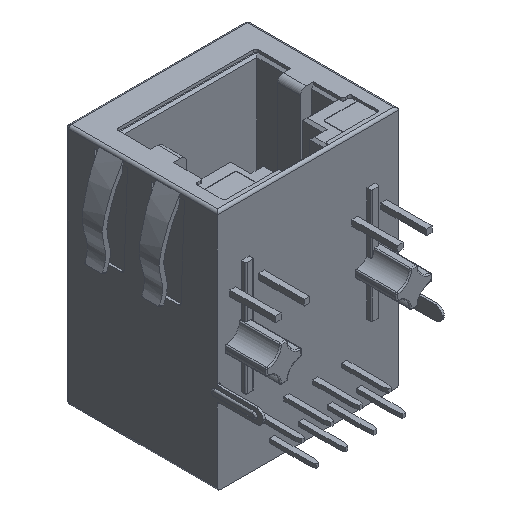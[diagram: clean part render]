
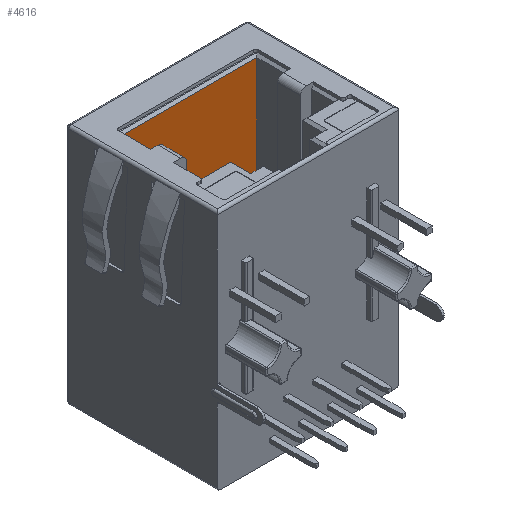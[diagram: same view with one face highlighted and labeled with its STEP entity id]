
A CAD part, isometric view. The second image highlights one B-rep face of the part: STEP entity #4616.
In plain terms, the highlighted planar face has unit normal (0, -1, 0).
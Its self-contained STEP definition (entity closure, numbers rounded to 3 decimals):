
#887 = ORIENTED_EDGE ( 'NONE', *, *, #13538, .F. ) ;
#1261 = VERTEX_POINT ( 'NONE', #12582 ) ;
#1649 = VERTEX_POINT ( 'NONE', #12119 ) ;
#1704 = CARTESIAN_POINT ( 'NONE',  ( 3.665, 14.45, -9.8 ) ) ;
#2148 = CARTESIAN_POINT ( 'NONE',  ( 15.565, 14.45, -0.45 ) ) ;
#2396 = LINE ( 'NONE', #8745, #8624 ) ;
#2853 = ORIENTED_EDGE ( 'NONE', *, *, #3312, .F. ) ;
#2904 = CARTESIAN_POINT ( 'NONE',  ( 3.665, 14.45, -0.45 ) ) ;
#3118 = DIRECTION ( 'NONE',  ( 1., 0., 0. ) ) ;
#3125 = EDGE_LOOP ( 'NONE', ( #8962, #887, #2853, #8388 ) ) ;
#3217 = CARTESIAN_POINT ( 'NONE',  ( 15.565, 14.45, -0.45 ) ) ;
#3312 = EDGE_CURVE ( 'NONE', #6846, #1261, #2396, .T. ) ;
#4253 = EDGE_CURVE ( 'NONE', #1649, #6461, #11381, .T. ) ;
#4616 = ADVANCED_FACE ( 'NONE', ( #5568 ), #5807, .F. ) ;
#5568 = FACE_OUTER_BOUND ( 'NONE', #3125, .T. ) ;
#5628 = DIRECTION ( 'NONE',  ( -1., 0., 0. ) ) ;
#5807 = PLANE ( 'NONE',  #10707 ) ;
#6263 = VECTOR ( 'NONE', #8252, 1000. ) ;
#6461 = VERTEX_POINT ( 'NONE', #1704 ) ;
#6846 = VERTEX_POINT ( 'NONE', #3217 ) ;
#6861 = CARTESIAN_POINT ( 'NONE',  ( 15.565, 14.45, 0. ) ) ;
#7521 = DIRECTION ( 'NONE',  ( 0., 0., -1. ) ) ;
#8001 = DIRECTION ( 'NONE',  ( 0., 1., 0. ) ) ;
#8230 = LINE ( 'NONE', #13040, #10843 ) ;
#8252 = DIRECTION ( 'NONE',  ( -1., 0., 0. ) ) ;
#8388 = ORIENTED_EDGE ( 'NONE', *, *, #13250, .T. ) ;
#8624 = VECTOR ( 'NONE', #7521, 1000. ) ;
#8745 = CARTESIAN_POINT ( 'NONE',  ( 15.565, 14.45, -0.45 ) ) ;
#8962 = ORIENTED_EDGE ( 'NONE', *, *, #4253, .T. ) ;
#10483 = DIRECTION ( 'NONE',  ( 0., 0., -1. ) ) ;
#10707 = AXIS2_PLACEMENT_3D ( 'NONE', #6861, #8001, #3118 ) ;
#10843 = VECTOR ( 'NONE', #5628, 1000. ) ;
#11381 = LINE ( 'NONE', #2904, #11474 ) ;
#11474 = VECTOR ( 'NONE', #10483, 1000. ) ;
#12119 = CARTESIAN_POINT ( 'NONE',  ( 3.665, 14.45, -0.45 ) ) ;
#12163 = LINE ( 'NONE', #2148, #6263 ) ;
#12582 = CARTESIAN_POINT ( 'NONE',  ( 15.565, 14.45, -9.8 ) ) ;
#13040 = CARTESIAN_POINT ( 'NONE',  ( 15.565, 14.45, -9.8 ) ) ;
#13250 = EDGE_CURVE ( 'NONE', #6846, #1649, #12163, .T. ) ;
#13538 = EDGE_CURVE ( 'NONE', #1261, #6461, #8230, .T. ) ;
